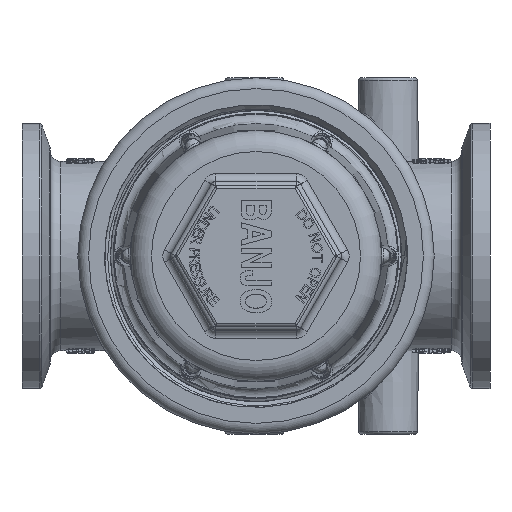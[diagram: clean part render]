
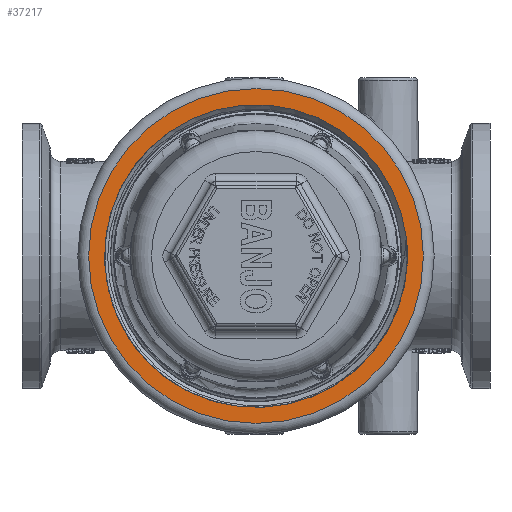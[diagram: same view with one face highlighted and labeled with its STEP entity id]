
A CAD part, front view. The second image highlights one B-rep face of the part: STEP entity #37217.
In plain terms, the highlighted planar face has unit normal (0, -1, 0).
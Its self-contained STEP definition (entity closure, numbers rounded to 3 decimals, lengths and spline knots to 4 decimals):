
#898=FACE_BOUND('',#4977,.T.);
#1178=PLANE('',#40121);
#2724=FACE_OUTER_BOUND('',#4976,.T.);
#4976=EDGE_LOOP('',(#27239,#27240));
#4977=EDGE_LOOP('',(#27241,#27242));
#8761=CIRCLE('',#39273,1.75);
#9168=CIRCLE('',#40111,1.935);
#9173=CIRCLE('',#40116,1.935);
#9177=CIRCLE('',#40122,1.75);
#15528=VERTEX_POINT('',#50486);
#15529=VERTEX_POINT('',#50488);
#16620=VERTEX_POINT('',#60515);
#16621=VERTEX_POINT('',#60516);
#19336=EDGE_CURVE('',#15529,#15528,#8761,.T.);
#20721=EDGE_CURVE('',#16620,#16621,#9168,.T.);
#20726=EDGE_CURVE('',#16621,#16620,#9173,.T.);
#20731=EDGE_CURVE('',#15528,#15529,#9177,.T.);
#27239=ORIENTED_EDGE('',*,*,#20721,.F.);
#27240=ORIENTED_EDGE('',*,*,#20726,.F.);
#27241=ORIENTED_EDGE('',*,*,#19336,.T.);
#27242=ORIENTED_EDGE('',*,*,#20731,.T.);
#37217=ADVANCED_FACE('',(#2724,#898),#1178,.T.);
#39273=AXIS2_PLACEMENT_3D('',#50489,#41920,#41921);
#40111=AXIS2_PLACEMENT_3D('',#60517,#44079,#44080);
#40116=AXIS2_PLACEMENT_3D('',#60525,#44089,#44090);
#40121=AXIS2_PLACEMENT_3D('',#60534,#44100,#44101);
#40122=AXIS2_PLACEMENT_3D('',#60535,#44102,#44103);
#41920=DIRECTION('center_axis',(0.,1.,0.));
#41921=DIRECTION('ref_axis',(-1.,0.,0.));
#44079=DIRECTION('center_axis',(0.,1.,0.));
#44080=DIRECTION('ref_axis',(-1.,0.,0.));
#44089=DIRECTION('center_axis',(0.,1.,0.));
#44090=DIRECTION('ref_axis',(-1.,0.,0.));
#44100=DIRECTION('center_axis',(0.,-1.,0.));
#44101=DIRECTION('ref_axis',(0.,0.,-1.));
#44102=DIRECTION('center_axis',(0.,1.,0.));
#44103=DIRECTION('ref_axis',(-1.,0.,0.));
#50486=CARTESIAN_POINT('',(1.75,-3.94,0.));
#50488=CARTESIAN_POINT('',(1.7372,-3.94,0.2109));
#50489=CARTESIAN_POINT('Origin',(0.,-3.94,0.));
#60515=CARTESIAN_POINT('',(1.935,-3.94,0.));
#60516=CARTESIAN_POINT('',(0.,-3.94,1.935));
#60517=CARTESIAN_POINT('Origin',(0.,-3.94,0.));
#60525=CARTESIAN_POINT('Origin',(0.,-3.94,0.));
#60534=CARTESIAN_POINT('Origin',(1.8712,-3.94,0.));
#60535=CARTESIAN_POINT('Origin',(0.,-3.94,0.));
